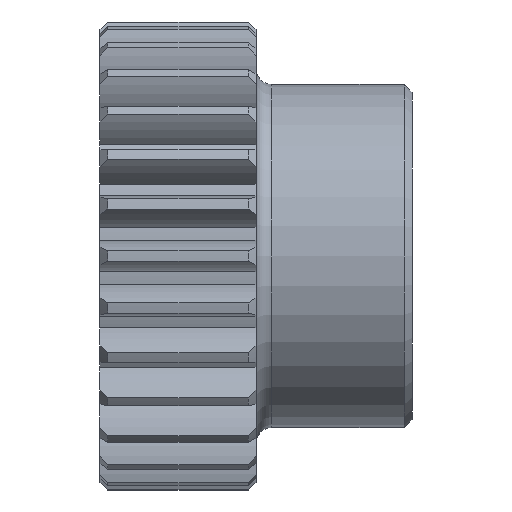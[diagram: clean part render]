
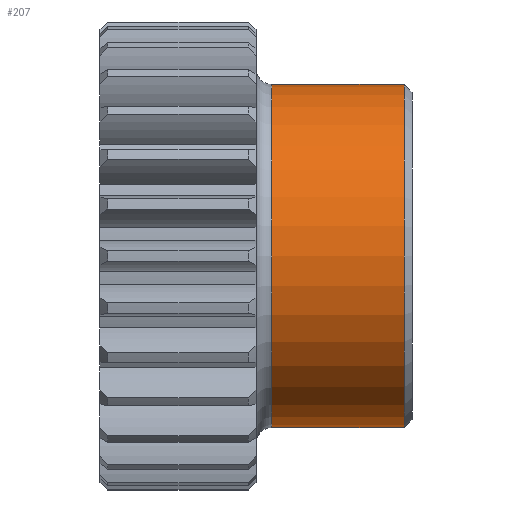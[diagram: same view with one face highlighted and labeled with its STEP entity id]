
A CAD part, front view. The second image highlights one B-rep face of the part: STEP entity #207.
In plain terms, the highlighted cylindrical face has radius 11 mm (diameter 22 mm), a full revolution.
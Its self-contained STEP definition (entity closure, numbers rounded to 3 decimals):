
#207 = ADVANCED_FACE( '', ( #581, #582 ), #583, .T. );
#581 = FACE_OUTER_BOUND( '', #1128, .T. );
#582 = FACE_OUTER_BOUND( '', #1129, .T. );
#583 = CYLINDRICAL_SURFACE( '', #1130, 11. );
#1128 = EDGE_LOOP( '', ( #1686 ) );
#1129 = EDGE_LOOP( '', ( #1687 ) );
#1130 = AXIS2_PLACEMENT_3D( '', #1688, #1689, #1690 );
#1686 = ORIENTED_EDGE( '', *, *, #3409, .T. );
#1687 = ORIENTED_EDGE( '', *, *, #3410, .F. );
#1688 = CARTESIAN_POINT( '', ( 20., 0., 0. ) );
#1689 = DIRECTION( '', ( -1., 0., 0. ) );
#1690 = DIRECTION( '', ( 0., 0., -1. ) );
#3409 = EDGE_CURVE( '', #4112, #4112, #4113, .T. );
#3410 = EDGE_CURVE( '', #4114, #4114, #4115, .T. );
#4112 = VERTEX_POINT( '', #5161 );
#4113 = CIRCLE( '', #5162, 11. );
#4114 = VERTEX_POINT( '', #5163 );
#4115 = CIRCLE( '', #5164, 11. );
#5161 = CARTESIAN_POINT( '', ( 11., 0., -11. ) );
#5162 = AXIS2_PLACEMENT_3D( '', #6616, #6617, #6618 );
#5163 = CARTESIAN_POINT( '', ( 19.5, 0., -11. ) );
#5164 = AXIS2_PLACEMENT_3D( '', #6619, #6620, #6621 );
#6616 = CARTESIAN_POINT( '', ( 11., 0., 0. ) );
#6617 = DIRECTION( '', ( 1., 0., 0. ) );
#6618 = DIRECTION( '', ( 0., 0., -1. ) );
#6619 = CARTESIAN_POINT( '', ( 19.5, 0., 0. ) );
#6620 = DIRECTION( '', ( 1., 0., 0. ) );
#6621 = DIRECTION( '', ( 0., 0., -1. ) );
